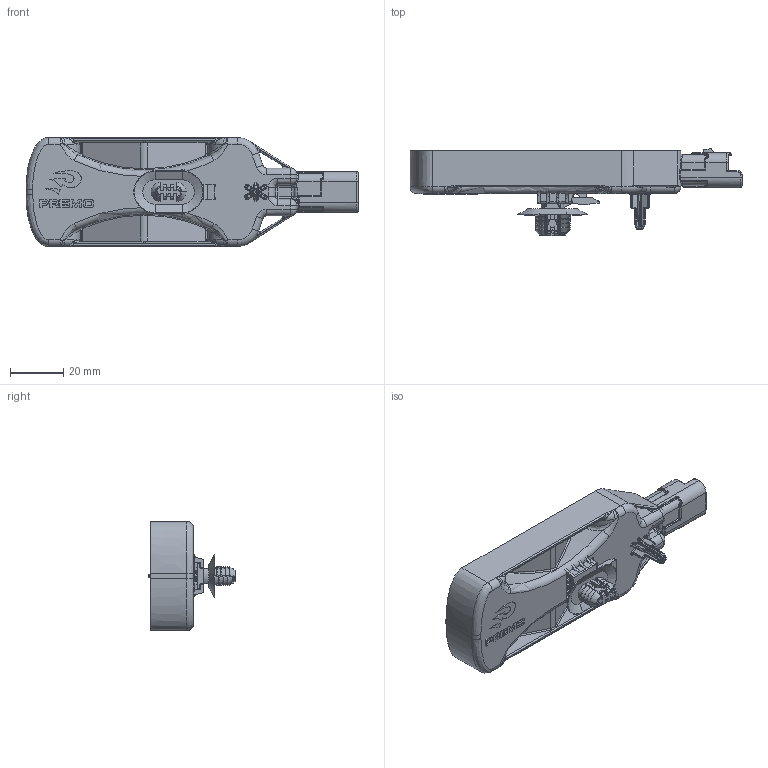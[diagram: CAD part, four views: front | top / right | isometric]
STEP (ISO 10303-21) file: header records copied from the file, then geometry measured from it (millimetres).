
FILE_DESCRIPTION (( 'STEP AP214' ), '1' );
FILE_NAME ('LFAD-MR.STEP', '2019-10-22T12:18:11', ( '' ), ( '' ), 'SwSTEP 2.0', 'SolidWorks 2018', '' );
FILE_SCHEMA (( 'AUTOMOTIVE_DESIGN' ));
Length unit declared in the file: millimetre
Products named in the file (5): LFAD-MR; housingMR 80mm; POTTINGMR 80mm; New_pion_sapin; 25_04_2018_96.1terminal_4MR 80mm
Assembly tree (5 placements, depth 2):
  LFAD-MR
    housingMR 80mm
    POTTINGMR 80mm
    New_pion_sapin
    25_04_2018_96.1terminal_4MR 80mm  x2
Bounding box: 125.05 x 32.79 x 41 mm (x, y, z)
Volume: 49625.8 mm3; surface area: 32697.6 mm2
Topology: 5 solids, 5 shells, 1737 faces, 4409 edges, 2596 vertices
Faces by surface type: cylinder 620, plane 563, bspline 331, torus 102, sphere 78, cone 43
Entity records: 69094 total; most frequent: CARTESIAN_POINT 31159, ORIENTED_EDGE 8424, DIRECTION 7204, EDGE_CURVE 4212, AXIS2_PLACEMENT_3D 2604, VERTEX_POINT 2538, LINE 1996, VECTOR 1996
